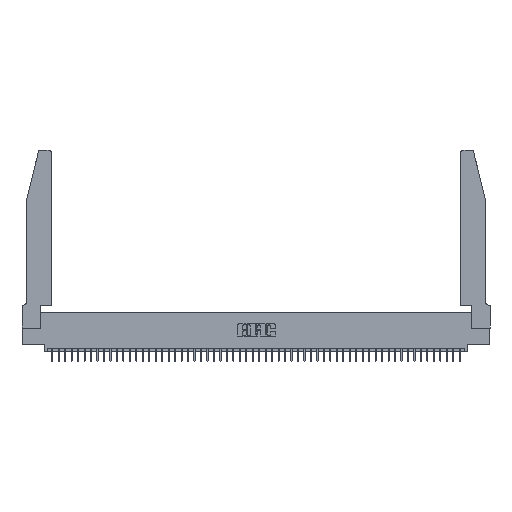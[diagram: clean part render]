
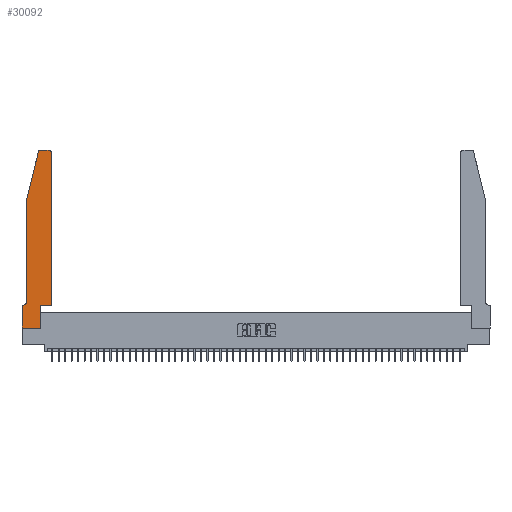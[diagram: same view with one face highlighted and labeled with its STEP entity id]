
A CAD part, top view. The second image highlights one B-rep face of the part: STEP entity #30092.
In plain terms, the highlighted planar face has unit normal (0, 0, 1).
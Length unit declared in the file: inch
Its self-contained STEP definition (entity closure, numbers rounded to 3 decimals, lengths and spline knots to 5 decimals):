
#143 = EDGE_CURVE ( 'NONE', #29335, #45365, #11478, .T. ) ;
#1709 = CIRCLE ( 'NONE', #45702, 0.03 ) ;
#1858 = VECTOR ( 'NONE', #9774, 39.37008 ) ;
#2294 = DIRECTION ( 'NONE',  ( 1., 0., 0. ) ) ;
#2569 = ORIENTED_EDGE ( 'NONE', *, *, #37609, .T. ) ;
#2904 = LINE ( 'NONE', #41330, #24504 ) ;
#3673 = CIRCLE ( 'NONE', #18895, 0.03 ) ;
#4245 = ORIENTED_EDGE ( 'NONE', *, *, #143, .T. ) ;
#4933 = VECTOR ( 'NONE', #24204, 39.37008 ) ;
#5846 = LINE ( 'NONE', #35891, #47340 ) ;
#5977 = CARTESIAN_POINT ( 'NONE',  ( 0.0755, 2., 0.37 ) ) ;
#6894 = EDGE_CURVE ( 'NONE', #11012, #51445, #32040, .T. ) ;
#7257 = ORIENTED_EDGE ( 'NONE', *, *, #10593, .T. ) ;
#8676 = ORIENTED_EDGE ( 'NONE', *, *, #37286, .T. ) ;
#9161 = CARTESIAN_POINT ( 'NONE',  ( 0., 0., 0.37 ) ) ;
#9179 = VERTEX_POINT ( 'NONE', #38000 ) ;
#9626 = VERTEX_POINT ( 'NONE', #44915 ) ;
#9774 = DIRECTION ( 'NONE',  ( -1., 0., 0. ) ) ;
#10054 = LINE ( 'NONE', #5977, #30205 ) ;
#10092 = DIRECTION ( 'NONE',  ( 0., -1., 0. ) ) ;
#10298 = DIRECTION ( 'NONE',  ( 0., 0., -1. ) ) ;
#10593 = EDGE_CURVE ( 'NONE', #40107, #39614, #41791, .T. ) ;
#11012 = VERTEX_POINT ( 'NONE', #34162 ) ;
#11478 = LINE ( 'NONE', #33817, #1858 ) ;
#11636 = ORIENTED_EDGE ( 'NONE', *, *, #46110, .T. ) ;
#11873 = CARTESIAN_POINT ( 'NONE',  ( 0.4505, 0.35, 0.37 ) ) ;
#12101 = DIRECTION ( 'NONE',  ( -0.239, -0.971, 0. ) ) ;
#13069 = VERTEX_POINT ( 'NONE', #47258 ) ;
#14642 = VECTOR ( 'NONE', #12101, 39.37008 ) ;
#14764 = ORIENTED_EDGE ( 'NONE', *, *, #35229, .T. ) ;
#14858 = CARTESIAN_POINT ( 'NONE',  ( 0.4205, 2.75, 0.37 ) ) ;
#15777 = LINE ( 'NONE', #28090, #4933 ) ;
#15963 = ORIENTED_EDGE ( 'NONE', *, *, #19808, .T. ) ;
#16139 = EDGE_CURVE ( 'NONE', #46407, #11012, #40863, .T. ) ;
#16220 = DIRECTION ( 'NONE',  ( 1., 0., 0. ) ) ;
#16387 = DIRECTION ( 'NONE',  ( 0., 0., 1. ) ) ;
#17332 = DIRECTION ( 'NONE',  ( 1., 0., 0. ) ) ;
#18895 = AXIS2_PLACEMENT_3D ( 'NONE', #50537, #26642, #2294 ) ;
#19808 = EDGE_CURVE ( 'NONE', #45365, #13069, #3673, .T. ) ;
#19953 = CIRCLE ( 'NONE', #36989, 0.07 ) ;
#20056 = EDGE_CURVE ( 'NONE', #35581, #29335, #1709, .T. ) ;
#20479 = VECTOR ( 'NONE', #23892, 39.37008 ) ;
#22351 = DIRECTION ( 'NONE',  ( -1., 0., 0. ) ) ;
#23892 = DIRECTION ( 'NONE',  ( 1., 0., 0. ) ) ;
#24122 = CARTESIAN_POINT ( 'NONE',  ( 0.0755, 2., 0.37 ) ) ;
#24204 = DIRECTION ( 'NONE',  ( 0., 1., 0. ) ) ;
#24504 = VECTOR ( 'NONE', #17332, 39.37008 ) ;
#26232 = CARTESIAN_POINT ( 'NONE',  ( 0., 0., 0.37 ) ) ;
#26642 = DIRECTION ( 'NONE',  ( 0., 0., 1. ) ) ;
#28090 = CARTESIAN_POINT ( 'NONE',  ( 0.2865, 0.35, 0.37 ) ) ;
#28563 = ORIENTED_EDGE ( 'NONE', *, *, #20056, .T. ) ;
#28632 = CARTESIAN_POINT ( 'NONE',  ( 0.284, 2.75, 0.37 ) ) ;
#28760 = ORIENTED_EDGE ( 'NONE', *, *, #31031, .T. ) ;
#29335 = VERTEX_POINT ( 'NONE', #14858 ) ;
#30092 = ADVANCED_FACE ( 'NONE', ( #34448 ), #32156, .T. ) ;
#30205 = VECTOR ( 'NONE', #10092, 39.37008 ) ;
#30814 = VECTOR ( 'NONE', #45119, 39.37008 ) ;
#31031 = EDGE_CURVE ( 'NONE', #43868, #46407, #19953, .T. ) ;
#31717 = CARTESIAN_POINT ( 'NONE',  ( 0.0755, 0.42, 0.37 ) ) ;
#32040 = LINE ( 'NONE', #9161, #30814 ) ;
#32156 = PLANE ( 'NONE',  #38996 ) ;
#32258 = ORIENTED_EDGE ( 'NONE', *, *, #35976, .T. ) ;
#33201 = CARTESIAN_POINT ( 'NONE',  ( 0.2865, 0.35, 0.37 ) ) ;
#33817 = CARTESIAN_POINT ( 'NONE',  ( 0.2605, 2.75, 0.37 ) ) ;
#33930 = CARTESIAN_POINT ( 'NONE',  ( 0.4505, 2.72, 0.37 ) ) ;
#34162 = CARTESIAN_POINT ( 'NONE',  ( 0., 0.35, 0.37 ) ) ;
#34224 = CARTESIAN_POINT ( 'NONE',  ( 0.0755, 0.35, 0.37 ) ) ;
#34279 = ORIENTED_EDGE ( 'NONE', *, *, #6894, .T. ) ;
#34332 = CARTESIAN_POINT ( 'NONE',  ( 0.0055, 0.42, 0.37 ) ) ;
#34448 = FACE_OUTER_BOUND ( 'NONE', #49355, .T. ) ;
#34728 = LINE ( 'NONE', #24122, #14642 ) ;
#35229 = EDGE_CURVE ( 'NONE', #39614, #35581, #5846, .T. ) ;
#35581 = VERTEX_POINT ( 'NONE', #33930 ) ;
#35891 = CARTESIAN_POINT ( 'NONE',  ( 0.4505, 0.35, 0.37 ) ) ;
#35976 = EDGE_CURVE ( 'NONE', #13069, #9626, #34728, .T. ) ;
#36176 = CARTESIAN_POINT ( 'NONE',  ( 0., 0.35, 0.37 ) ) ;
#36989 = AXIS2_PLACEMENT_3D ( 'NONE', #34332, #10298, #38381 ) ;
#37286 = EDGE_CURVE ( 'NONE', #9179, #40107, #15777, .T. ) ;
#37609 = EDGE_CURVE ( 'NONE', #9626, #43868, #10054, .T. ) ;
#37723 = ORIENTED_EDGE ( 'NONE', *, *, #16139, .T. ) ;
#38000 = CARTESIAN_POINT ( 'NONE',  ( 0.2865, 0., 0.37 ) ) ;
#38381 = DIRECTION ( 'NONE',  ( -1., 0., 0. ) ) ;
#38525 = CARTESIAN_POINT ( 'NONE',  ( 0.4505, 0.35, 0.37 ) ) ;
#38996 = AXIS2_PLACEMENT_3D ( 'NONE', #36176, #40230, #16220 ) ;
#39614 = VERTEX_POINT ( 'NONE', #38525 ) ;
#39933 = DIRECTION ( 'NONE',  ( 0., 1., 0. ) ) ;
#40107 = VERTEX_POINT ( 'NONE', #33201 ) ;
#40230 = DIRECTION ( 'NONE',  ( 0., 0., 1. ) ) ;
#40413 = CARTESIAN_POINT ( 'NONE',  ( 0.4205, 2.72, 0.37 ) ) ;
#40863 = LINE ( 'NONE', #34224, #51437 ) ;
#41330 = CARTESIAN_POINT ( 'NONE',  ( 0., 0., 0.37 ) ) ;
#41791 = LINE ( 'NONE', #11873, #20479 ) ;
#43868 = VERTEX_POINT ( 'NONE', #31717 ) ;
#44398 = DIRECTION ( 'NONE',  ( 1., 0., 0. ) ) ;
#44915 = CARTESIAN_POINT ( 'NONE',  ( 0.0755, 2., 0.37 ) ) ;
#45119 = DIRECTION ( 'NONE',  ( 0., -1., 0. ) ) ;
#45365 = VERTEX_POINT ( 'NONE', #28632 ) ;
#45702 = AXIS2_PLACEMENT_3D ( 'NONE', #40413, #16387, #44398 ) ;
#46110 = EDGE_CURVE ( 'NONE', #51445, #9179, #2904, .T. ) ;
#46407 = VERTEX_POINT ( 'NONE', #48945 ) ;
#47258 = CARTESIAN_POINT ( 'NONE',  ( 0.25487, 2.72718, 0.37 ) ) ;
#47340 = VECTOR ( 'NONE', #39933, 39.37008 ) ;
#48945 = CARTESIAN_POINT ( 'NONE',  ( 0.0055, 0.35, 0.37 ) ) ;
#49355 = EDGE_LOOP ( 'NONE', ( #4245, #15963, #32258, #2569, #28760, #37723, #34279, #11636, #8676, #7257, #14764, #28563 ) ) ;
#50537 = CARTESIAN_POINT ( 'NONE',  ( 0.284, 2.72, 0.37 ) ) ;
#51437 = VECTOR ( 'NONE', #22351, 39.37008 ) ;
#51445 = VERTEX_POINT ( 'NONE', #26232 ) ;
